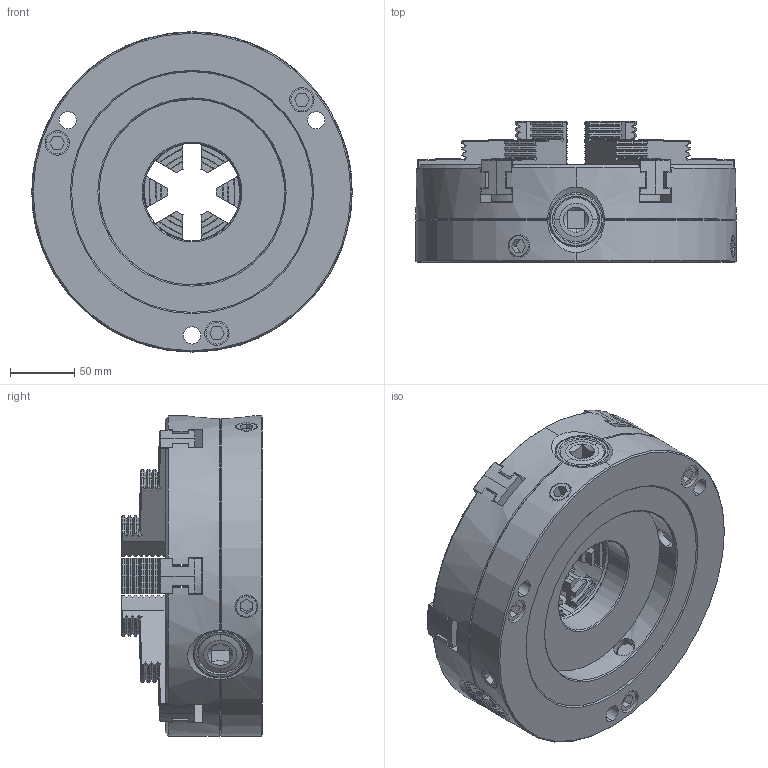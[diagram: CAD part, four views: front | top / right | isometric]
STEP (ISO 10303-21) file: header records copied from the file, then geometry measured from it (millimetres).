
FILE_DESCRIPTION (( 'STEP AP203' ), '1' );
FILE_NAME ('1-104-1000.STEP', '2024-02-07T03:28:19', ( 'Microsoft' ), ( 'Microsoft' ), 'SwSTEP 2.0', 'SolidWorks 2021', '' );
FILE_SCHEMA (( 'CONFIG_CONTROL_DESIGN' ));
Length unit declared in the file: millimetre
Products named in the file (4): tiaojeilouding1; 1-104-1000; ZE-BB38-250; part
Assembly tree (11 placements, depth 2):
  1-104-1000
    part
    tiaojeilouding1  x4
    ZE-BB38-250  x6
Bounding box: 250 x 110 x 250 mm (x, y, z)
Volume: 3282941.8 mm3; surface area: 382937.1 mm2
Topology: 155 solids, 155 shells, 2449 faces, 5936 edges, 3829 vertices
Faces by surface type: plane 965, cone 922, cylinder 562
Entity records: 21741 total; most frequent: CARTESIAN_POINT 5567, ORIENTED_EDGE 3284, DIRECTION 3184, EDGE_CURVE 1642, AXIS2_PLACEMENT_3D 1207, VERTEX_POINT 1067, LINE 770, VECTOR 770
